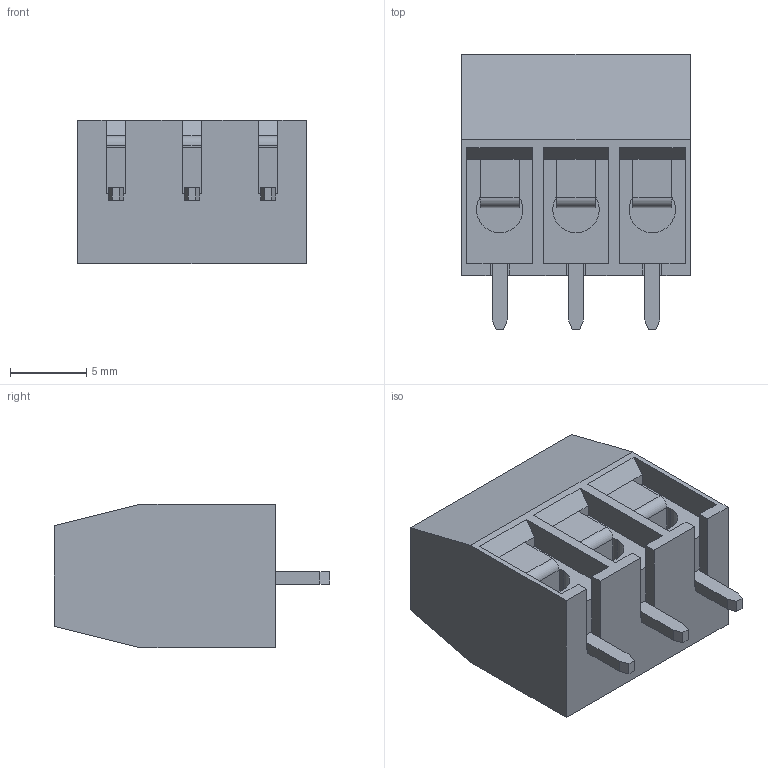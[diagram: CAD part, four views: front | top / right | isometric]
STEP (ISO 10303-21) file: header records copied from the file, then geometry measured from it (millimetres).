
FILE_DESCRIPTION((''),'2;1');
FILE_NAME('395430003','2015-02-25T',('me'),(''),'PRO/ENGINEER BY PARAMETRIC TECHNOLOGY CORPORATION, 2011490','PRO/ENGINEER BY PARAMETRIC TECHNOLOGY CORPORATION, 2011490','');
FILE_SCHEMA(('CONFIG_CONTROL_DESIGN'));
Length unit declared in the file: inch
Products named in the file (1): 395430003
Bounding box: 15.01 x 18.06 x 9.4 mm (x, y, z)
Volume: 1616.6 mm3; surface area: 1501.4 mm2
Topology: 1 solids, 1 shells, 167 faces, 450 edges, 300 vertices
Faces by surface type: plane 107, cylinder 30, torus 24, cone 6
Entity records: 5280 total; most frequent: CARTESIAN_POINT 998, DIRECTION 882, ORIENTED_EDGE 876, EDGE_CURVE 438, VECTOR 306, LINE 306, AXIS2_PLACEMENT_3D 288, VERTEX_POINT 282
